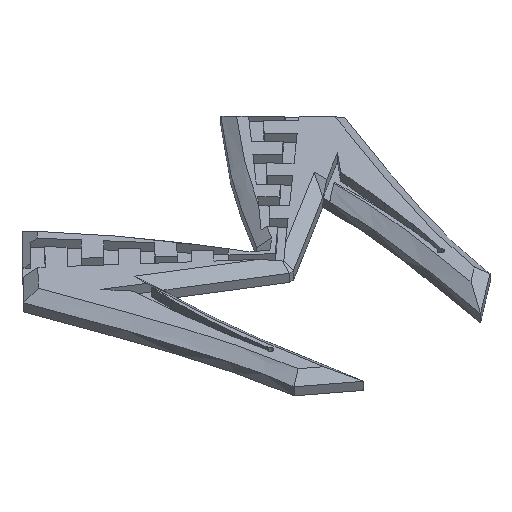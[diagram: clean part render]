
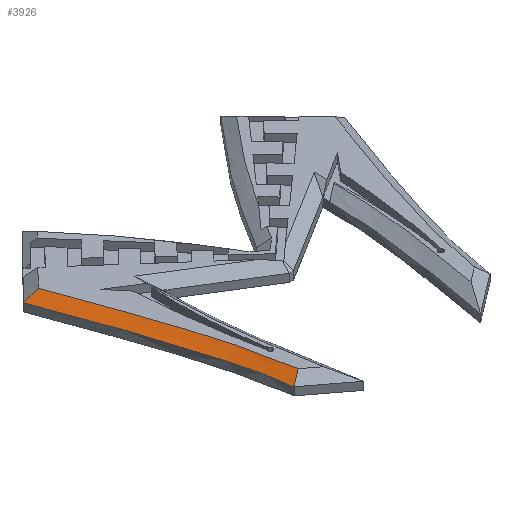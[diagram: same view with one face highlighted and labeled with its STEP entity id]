
A CAD part, isometric view. The second image highlights one B-rep face of the part: STEP entity #3926.
In plain terms, the highlighted free-form (B-spline) face has degree [3, 3] with [10, 4] control points.
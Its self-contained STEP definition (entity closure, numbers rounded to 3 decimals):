
#32=B_SPLINE_SURFACE_WITH_KNOTS('',3,3,((#6199,#6200,#6201,#6202),(#6203,
#6204,#6205,#6206),(#6207,#6208,#6209,#6210),(#6211,#6212,#6213,#6214),
(#6215,#6216,#6217,#6218),(#6219,#6220,#6221,#6222),(#6223,#6224,#6225,
#6226),(#6227,#6228,#6229,#6230),(#6231,#6232,#6233,#6234),(#6235,#6236,
#6237,#6238)),.UNSPECIFIED.,.F.,.F.,.F.,(4,1,1,1,1,1,1,4),(4,4),(0.,0.143,
0.286,0.429,0.571,0.714,
0.857,1.),(0.,1.),.UNSPECIFIED.);
#42=(
BOUNDED_CURVE()
B_SPLINE_CURVE(5,(#6239,#6240,#6241,#6242,#6243,#6244,#6245,#6246,#6247,
#6248,#6249,#6250,#6251,#6252,#6253,#6254,#6255,#6256,#6257,#6258),
 .UNSPECIFIED.,.F.,.F.)
B_SPLINE_CURVE_WITH_KNOTS((6,1,1,1,1,1,1,1,1,1,1,1,1,1,1,6),(-1.,-0.933,
-0.867,-0.8,-0.733,-0.667,-0.6,-0.533,
-0.467,-0.4,-0.333,-0.267,-0.2,-0.133,
-0.067,0.),.UNSPECIFIED.)
CURVE()
GEOMETRIC_REPRESENTATION_ITEM()
RATIONAL_B_SPLINE_CURVE((1.,1.,1.,1.,1.,1.,1.,1.,1.,1.,1.,1.,1.,1.,1.,1.,
1.,1.,1.,1.))
REPRESENTATION_ITEM('')
);
#93=B_SPLINE_CURVE_WITH_KNOTS('',3,(#6148,#6149,#6150,#6151,#6152,#6153,
#6154,#6155,#6156,#6157,#6158,#6159,#6160,#6161,#6162,#6163,#6164,#6165,
#6166,#6167,#6168,#6169),.UNSPECIFIED.,.F.,.F.,(4,3,3,3,3,3,3,4),(0.023,
0.149,0.275,0.401,0.527,
0.653,0.779,0.905),.UNSPECIFIED.);
#216=FACE_OUTER_BOUND('',#417,.T.);
#417=EDGE_LOOP('',(#3172,#3173,#3174,#3175));
#794=LINE('',#5926,#1313);
#818=LINE('',#6198,#1337);
#1313=VECTOR('',#4767,10.);
#1337=VECTOR('',#4813,5.271);
#1761=VERTEX_POINT('',#5923);
#1762=VERTEX_POINT('',#5925);
#1776=VERTEX_POINT('',#6147);
#1780=VERTEX_POINT('',#6196);
#2239=EDGE_CURVE('',#1761,#1762,#794,.T.);
#2265=EDGE_CURVE('',#1776,#1762,#93,.T.);
#2275=EDGE_CURVE('',#1780,#1776,#818,.T.);
#2276=EDGE_CURVE('',#1761,#1780,#42,.T.);
#3172=ORIENTED_EDGE('',*,*,#2276,.T.);
#3173=ORIENTED_EDGE('',*,*,#2275,.T.);
#3174=ORIENTED_EDGE('',*,*,#2265,.T.);
#3175=ORIENTED_EDGE('',*,*,#2239,.F.);
#3926=ADVANCED_FACE('',(#216),#32,.F.);
#4767=DIRECTION('',(0.824,-0.181,0.537));
#4813=DIRECTION('',(0.712,0.412,0.569));
#5923=CARTESIAN_POINT('',(-60.965,30.837,4.56));
#5925=CARTESIAN_POINT('',(-56.363,29.828,7.56));
#5926=CARTESIAN_POINT('',(-60.965,30.837,4.56));
#6147=CARTESIAN_POINT('',(-33.392,-46.231,7.56));
#6148=CARTESIAN_POINT('Ctrl Pts',(-33.392,-46.231,7.56));
#6149=CARTESIAN_POINT('Ctrl Pts',(-33.821,-43.122,7.56));
#6150=CARTESIAN_POINT('Ctrl Pts',(-34.414,-39.789,7.56));
#6151=CARTESIAN_POINT('Ctrl Pts',(-35.174,-36.223,7.56));
#6152=CARTESIAN_POINT('Ctrl Pts',(-35.933,-32.657,7.56));
#6153=CARTESIAN_POINT('Ctrl Pts',(-36.859,-28.858,7.56));
#6154=CARTESIAN_POINT('Ctrl Pts',(-37.945,-24.844,7.56));
#6155=CARTESIAN_POINT('Ctrl Pts',(-39.031,-20.83,7.56));
#6156=CARTESIAN_POINT('Ctrl Pts',(-40.277,-16.603,7.56));
#6157=CARTESIAN_POINT('Ctrl Pts',(-41.636,-12.268,7.56));
#6158=CARTESIAN_POINT('Ctrl Pts',(-42.996,-7.933,7.56));
#6159=CARTESIAN_POINT('Ctrl Pts',(-44.47,-3.491,7.56));
#6160=CARTESIAN_POINT('Ctrl Pts',(-45.952,0.834,7.56));
#6161=CARTESIAN_POINT('Ctrl Pts',(-47.434,5.158,7.56));
#6162=CARTESIAN_POINT('Ctrl Pts',(-48.926,9.365,7.56));
#6163=CARTESIAN_POINT('Ctrl Pts',(-50.299,13.183,7.56));
#6164=CARTESIAN_POINT('Ctrl Pts',(-51.672,17.002,7.56));
#6165=CARTESIAN_POINT('Ctrl Pts',(-52.927,20.433,7.56));
#6166=CARTESIAN_POINT('Ctrl Pts',(-53.961,23.256,7.56));
#6167=CARTESIAN_POINT('Ctrl Pts',(-54.995,26.079,7.56));
#6168=CARTESIAN_POINT('Ctrl Pts',(-55.808,28.294,7.56));
#6169=CARTESIAN_POINT('Ctrl Pts',(-56.363,29.828,7.56));
#6196=CARTESIAN_POINT('',(-37.144,-48.403,4.56));
#6198=CARTESIAN_POINT('',(-37.144,-48.403,4.56));
#6199=CARTESIAN_POINT('Ctrl Pts',(-37.144,-48.403,4.56));
#6200=CARTESIAN_POINT('Ctrl Pts',(-35.893,-47.679,5.56));
#6201=CARTESIAN_POINT('Ctrl Pts',(-34.643,-46.955,6.56));
#6202=CARTESIAN_POINT('Ctrl Pts',(-33.392,-46.231,7.56));
#6203=CARTESIAN_POINT('Ctrl Pts',(-37.545,-45.105,4.56));
#6204=CARTESIAN_POINT('Ctrl Pts',(-36.304,-44.444,5.56));
#6205=CARTESIAN_POINT('Ctrl Pts',(-35.063,-43.783,6.56));
#6206=CARTESIAN_POINT('Ctrl Pts',(-33.821,-43.122,7.56));
#6207=CARTESIAN_POINT('Ctrl Pts',(-38.762,-37.893,4.56));
#6208=CARTESIAN_POINT('Ctrl Pts',(-37.511,-37.415,5.56));
#6209=CARTESIAN_POINT('Ctrl Pts',(-36.259,-36.936,6.56));
#6210=CARTESIAN_POINT('Ctrl Pts',(-35.007,-36.457,7.56));
#6211=CARTESIAN_POINT('Ctrl Pts',(-41.869,-25.183,4.56));
#6212=CARTESIAN_POINT('Ctrl Pts',(-40.508,-25.141,5.56));
#6213=CARTESIAN_POINT('Ctrl Pts',(-39.146,-25.1,6.56));
#6214=CARTESIAN_POINT('Ctrl Pts',(-37.785,-25.058,7.56));
#6215=CARTESIAN_POINT('Ctrl Pts',(-46.215,-10.765,4.56));
#6216=CARTESIAN_POINT('Ctrl Pts',(-44.651,-11.302,5.56));
#6217=CARTESIAN_POINT('Ctrl Pts',(-43.087,-11.838,6.56));
#6218=CARTESIAN_POINT('Ctrl Pts',(-41.523,-12.376,7.56));
#6219=CARTESIAN_POINT('Ctrl Pts',(-51.323,4.258,4.56));
#6220=CARTESIAN_POINT('Ctrl Pts',(-49.53,3.155,5.56));
#6221=CARTESIAN_POINT('Ctrl Pts',(-47.736,2.053,6.56));
#6222=CARTESIAN_POINT('Ctrl Pts',(-45.943,0.951,7.56));
#6223=CARTESIAN_POINT('Ctrl Pts',(-56.179,17.706,4.56));
#6224=CARTESIAN_POINT('Ctrl Pts',(-54.258,16.329,5.56));
#6225=CARTESIAN_POINT('Ctrl Pts',(-52.337,14.95,6.56));
#6226=CARTESIAN_POINT('Ctrl Pts',(-50.417,13.572,7.56));
#6227=CARTESIAN_POINT('Ctrl Pts',(-59.693,27.254,4.56));
#6228=CARTESIAN_POINT('Ctrl Pts',(-57.856,26.123,5.56));
#6229=CARTESIAN_POINT('Ctrl Pts',(-56.02,24.994,6.56));
#6230=CARTESIAN_POINT('Ctrl Pts',(-54.183,23.863,7.56));
#6231=CARTESIAN_POINT('Ctrl Pts',(-60.752,30.201,4.56));
#6232=CARTESIAN_POINT('Ctrl Pts',(-59.105,29.568,5.56));
#6233=CARTESIAN_POINT('Ctrl Pts',(-57.455,28.927,6.56));
#6234=CARTESIAN_POINT('Ctrl Pts',(-55.808,28.294,7.56));
#6235=CARTESIAN_POINT('Ctrl Pts',(-60.965,30.837,4.56));
#6236=CARTESIAN_POINT('Ctrl Pts',(-59.431,30.501,5.56));
#6237=CARTESIAN_POINT('Ctrl Pts',(-57.897,30.164,6.56));
#6238=CARTESIAN_POINT('Ctrl Pts',(-56.363,29.828,7.56));
#6239=CARTESIAN_POINT('Ctrl Pts',(-60.965,30.837,4.56));
#6240=CARTESIAN_POINT('Ctrl Pts',(-60.905,30.659,4.56));
#6241=CARTESIAN_POINT('Ctrl Pts',(-60.745,30.193,4.56));
#6242=CARTESIAN_POINT('Ctrl Pts',(-60.379,29.163,4.56));
#6243=CARTESIAN_POINT('Ctrl Pts',(-59.64,27.125,4.56));
#6244=CARTESIAN_POINT('Ctrl Pts',(-58.301,23.472,4.56));
#6245=CARTESIAN_POINT('Ctrl Pts',(-56.578,18.776,4.56));
#6246=CARTESIAN_POINT('Ctrl Pts',(-54.545,13.19,4.56));
#6247=CARTESIAN_POINT('Ctrl Pts',(-52.297,6.921,4.56));
#6248=CARTESIAN_POINT('Ctrl Pts',(-49.945,0.203,4.56));
#6249=CARTESIAN_POINT('Ctrl Pts',(-47.6,-6.725,4.56));
#6250=CARTESIAN_POINT('Ctrl Pts',(-45.364,-13.643,4.56));
#6251=CARTESIAN_POINT('Ctrl Pts',(-43.322,-20.368,4.56));
#6252=CARTESIAN_POINT('Ctrl Pts',(-41.523,-26.783,4.56));
#6253=CARTESIAN_POINT('Ctrl Pts',(-39.995,-32.824,4.56));
#6254=CARTESIAN_POINT('Ctrl Pts',(-38.745,-38.461,4.56));
#6255=CARTESIAN_POINT('Ctrl Pts',(-37.968,-42.641,4.56));
#6256=CARTESIAN_POINT('Ctrl Pts',(-37.508,-45.592,4.56));
#6257=CARTESIAN_POINT('Ctrl Pts',(-37.256,-47.479,4.56));
#6258=CARTESIAN_POINT('Ctrl Pts',(-37.144,-48.403,4.56));
